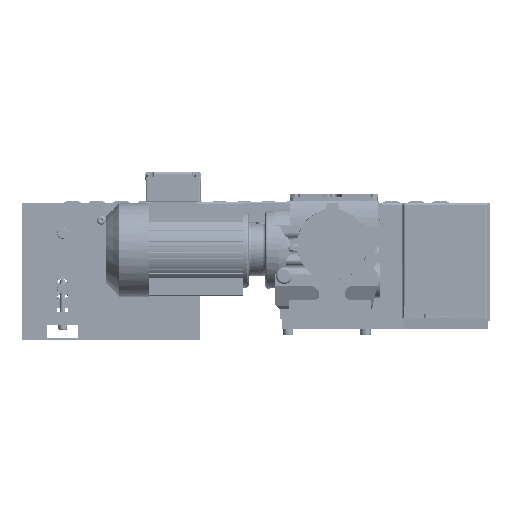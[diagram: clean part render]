
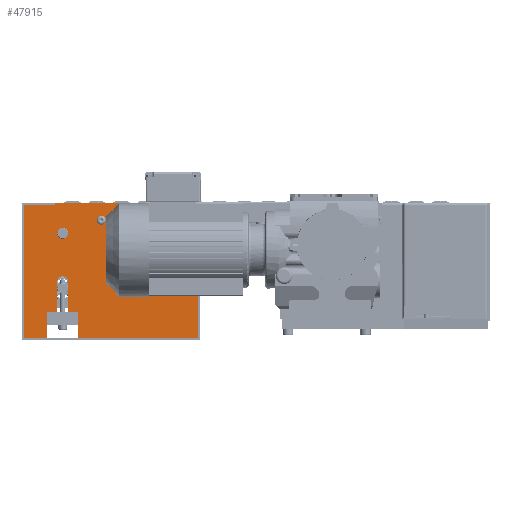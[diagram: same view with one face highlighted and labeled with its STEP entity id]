
A CAD part, left-side view. The second image highlights one B-rep face of the part: STEP entity #47915.
In plain terms, the highlighted face is planar.
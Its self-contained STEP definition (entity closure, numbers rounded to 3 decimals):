
#4085=LINE($,#73234,#7830);
#4089=LINE($,#73241,#7834);
#4090=LINE($,#73290,#7835);
#4094=LINE($,#73298,#7839);
#4097=LINE($,#73304,#7842);
#4101=LINE($,#73316,#7846);
#4104=LINE($,#73322,#7849);
#4107=LINE($,#73328,#7852);
#4112=LINE($,#73337,#7857);
#4113=LINE($,#73340,#7858);
#4116=LINE($,#73345,#7861);
#4120=LINE($,#73352,#7865);
#4122=LINE($,#73355,#7867);
#7830=VECTOR($,#58452,3.);
#7834=VECTOR($,#58458,48.);
#7835=VECTOR($,#58515,46.7);
#7839=VECTOR($,#58521,15.);
#7842=VECTOR($,#58526,41.);
#7846=VECTOR($,#58538,46.7);
#7849=VECTOR($,#58543,15.);
#7852=VECTOR($,#58548,41.);
#7857=VECTOR($,#58555,207.);
#7858=VECTOR($,#58558,222.);
#7861=VECTOR($,#58563,36.5);
#7865=VECTOR($,#58569,186.5);
#7867=VECTOR($,#58573,210.);
#11624=PLANE($,#51368);
#13740=FACE_BOUND($,#17655,.T.);
#13741=FACE_BOUND($,#17656,.T.);
#13742=FACE_BOUND($,#17657,.T.);
#13743=FACE_BOUND($,#17658,.T.);
#13744=FACE_BOUND($,#17659,.T.);
#13745=FACE_BOUND($,#17660,.T.);
#13746=FACE_BOUND($,#17661,.T.);
#13747=FACE_BOUND($,#17662,.T.);
#13748=FACE_BOUND($,#17663,.T.);
#13749=FACE_BOUND($,#17664,.T.);
#14998=FACE_OUTER_BOUND($,#17654,.T.);
#17654=EDGE_LOOP($,(#35763,#35764,#35765,#35766,#35767,#35768,#35769,#35770,
#35771,#35772,#35773,#35774,#35775,#35776));
#17655=EDGE_LOOP($,(#35777));
#17656=EDGE_LOOP($,(#35778));
#17657=EDGE_LOOP($,(#35779));
#17658=EDGE_LOOP($,(#35780));
#17659=EDGE_LOOP($,(#35781));
#17660=EDGE_LOOP($,(#35782));
#17661=EDGE_LOOP($,(#35783));
#17662=EDGE_LOOP($,(#35784));
#17663=EDGE_LOOP($,(#35785));
#17664=EDGE_LOOP($,(#35786));
#20975=CIRCLE($,#51323,8.5);
#20977=CIRCLE($,#51328,4.5);
#20979=CIRCLE($,#51331,4.5);
#20981=CIRCLE($,#51334,4.5);
#20983=CIRCLE($,#51337,2.);
#20985=CIRCLE($,#51340,2.);
#20987=CIRCLE($,#51343,4.5);
#20989=CIRCLE($,#51346,4.5);
#20991=CIRCLE($,#51349,4.5);
#20993=CIRCLE($,#51352,8.5);
#20995=CIRCLE($,#51358,8.5);
#23523=VERTEX_POINT($,#73223);
#23527=VERTEX_POINT($,#73231);
#23528=VERTEX_POINT($,#73233);
#23530=VERTEX_POINT($,#73239);
#23531=VERTEX_POINT($,#73243);
#23533=VERTEX_POINT($,#73248);
#23535=VERTEX_POINT($,#73253);
#23537=VERTEX_POINT($,#73258);
#23539=VERTEX_POINT($,#73263);
#23541=VERTEX_POINT($,#73268);
#23543=VERTEX_POINT($,#73273);
#23545=VERTEX_POINT($,#73278);
#23547=VERTEX_POINT($,#73283);
#23549=VERTEX_POINT($,#73288);
#23550=VERTEX_POINT($,#73289);
#23553=VERTEX_POINT($,#73297);
#23555=VERTEX_POINT($,#73303);
#23557=VERTEX_POINT($,#73309);
#23559=VERTEX_POINT($,#73315);
#23561=VERTEX_POINT($,#73321);
#23563=VERTEX_POINT($,#73327);
#23566=VERTEX_POINT($,#73335);
#23567=VERTEX_POINT($,#73339);
#23570=VERTEX_POINT($,#73350);
#28326=EDGE_CURVE($,#23523,#23523,#20975,.T.);
#28330=EDGE_CURVE($,#23528,#23527,#4085,.T.);
#28334=EDGE_CURVE($,#23527,#23530,#4089,.T.);
#28335=EDGE_CURVE($,#23531,#23531,#20977,.T.);
#28337=EDGE_CURVE($,#23533,#23533,#20979,.T.);
#28339=EDGE_CURVE($,#23535,#23535,#20981,.T.);
#28341=EDGE_CURVE($,#23537,#23537,#20983,.T.);
#28343=EDGE_CURVE($,#23539,#23539,#20985,.T.);
#28345=EDGE_CURVE($,#23541,#23541,#20987,.T.);
#28347=EDGE_CURVE($,#23543,#23543,#20989,.T.);
#28349=EDGE_CURVE($,#23545,#23545,#20991,.T.);
#28351=EDGE_CURVE($,#23547,#23547,#20993,.T.);
#28353=EDGE_CURVE($,#23549,#23550,#4090,.T.);
#28357=EDGE_CURVE($,#23550,#23553,#4094,.T.);
#28360=EDGE_CURVE($,#23553,#23555,#4097,.T.);
#28363=EDGE_CURVE($,#23557,#23549,#20995,.T.);
#28366=EDGE_CURVE($,#23559,#23557,#4101,.T.);
#28369=EDGE_CURVE($,#23561,#23559,#4104,.T.);
#28372=EDGE_CURVE($,#23563,#23561,#4107,.T.);
#28377=EDGE_CURVE($,#23566,#23530,#4112,.T.);
#28378=EDGE_CURVE($,#23528,#23567,#4113,.T.);
#28381=EDGE_CURVE($,#23563,#23566,#4116,.T.);
#28385=EDGE_CURVE($,#23570,#23555,#4120,.T.);
#28387=EDGE_CURVE($,#23567,#23570,#4122,.T.);
#35763=ORIENTED_EDGE($,*,*,#28334,.T.);
#35764=ORIENTED_EDGE($,*,*,#28377,.F.);
#35765=ORIENTED_EDGE($,*,*,#28381,.F.);
#35766=ORIENTED_EDGE($,*,*,#28372,.T.);
#35767=ORIENTED_EDGE($,*,*,#28369,.T.);
#35768=ORIENTED_EDGE($,*,*,#28366,.T.);
#35769=ORIENTED_EDGE($,*,*,#28363,.T.);
#35770=ORIENTED_EDGE($,*,*,#28353,.T.);
#35771=ORIENTED_EDGE($,*,*,#28357,.T.);
#35772=ORIENTED_EDGE($,*,*,#28360,.T.);
#35773=ORIENTED_EDGE($,*,*,#28385,.F.);
#35774=ORIENTED_EDGE($,*,*,#28387,.F.);
#35775=ORIENTED_EDGE($,*,*,#28378,.F.);
#35776=ORIENTED_EDGE($,*,*,#28330,.T.);
#35777=ORIENTED_EDGE($,*,*,#28326,.T.);
#35778=ORIENTED_EDGE($,*,*,#28335,.T.);
#35779=ORIENTED_EDGE($,*,*,#28337,.T.);
#35780=ORIENTED_EDGE($,*,*,#28339,.T.);
#35781=ORIENTED_EDGE($,*,*,#28341,.T.);
#35782=ORIENTED_EDGE($,*,*,#28343,.T.);
#35783=ORIENTED_EDGE($,*,*,#28345,.T.);
#35784=ORIENTED_EDGE($,*,*,#28347,.T.);
#35785=ORIENTED_EDGE($,*,*,#28349,.T.);
#35786=ORIENTED_EDGE($,*,*,#28351,.T.);
#47915=ADVANCED_FACE($,(#14998,#13740,#13741,#13742,#13743,#13744,#13745,
#13746,#13747,#13748,#13749),#11624,.F.);
#51323=AXIS2_PLACEMENT_3D($,#73224,#58444,#58445);
#51328=AXIS2_PLACEMENT_3D($,#73244,#58461,#58462);
#51331=AXIS2_PLACEMENT_3D($,#73249,#58467,#58468);
#51334=AXIS2_PLACEMENT_3D($,#73254,#58473,#58474);
#51337=AXIS2_PLACEMENT_3D($,#73259,#58479,#58480);
#51340=AXIS2_PLACEMENT_3D($,#73264,#58485,#58486);
#51343=AXIS2_PLACEMENT_3D($,#73269,#58491,#58492);
#51346=AXIS2_PLACEMENT_3D($,#73274,#58497,#58498);
#51349=AXIS2_PLACEMENT_3D($,#73279,#58503,#58504);
#51352=AXIS2_PLACEMENT_3D($,#73284,#58509,#58510);
#51358=AXIS2_PLACEMENT_3D($,#73310,#58531,#58532);
#51368=AXIS2_PLACEMENT_3D($,#73356,#58574,#58575);
#58444=DIRECTION('center_axis',(0.,0.,1.));
#58445=DIRECTION('ref_axis',(-1.,0.,0.));
#58452=DIRECTION($,(0.,-1.,0.));
#58458=DIRECTION($,(1.,0.,0.));
#58461=DIRECTION('center_axis',(0.,0.,1.));
#58462=DIRECTION('ref_axis',(-1.,0.,0.));
#58467=DIRECTION('center_axis',(0.,0.,1.));
#58468=DIRECTION('ref_axis',(-1.,0.,0.));
#58473=DIRECTION('center_axis',(0.,0.,1.));
#58474=DIRECTION('ref_axis',(-1.,0.,0.));
#58479=DIRECTION('center_axis',(0.,0.,1.));
#58480=DIRECTION('ref_axis',(-1.,0.,0.));
#58485=DIRECTION('center_axis',(0.,0.,1.));
#58486=DIRECTION('ref_axis',(-1.,0.,0.));
#58491=DIRECTION('center_axis',(0.,0.,1.));
#58492=DIRECTION('ref_axis',(-1.,0.,0.));
#58497=DIRECTION('center_axis',(0.,0.,1.));
#58498=DIRECTION('ref_axis',(-1.,0.,0.));
#58503=DIRECTION('center_axis',(0.,0.,1.));
#58504=DIRECTION('ref_axis',(-1.,0.,0.));
#58509=DIRECTION('center_axis',(0.,0.,1.));
#58510=DIRECTION('ref_axis',(-1.,0.,0.));
#58515=DIRECTION($,(0.,-1.,0.));
#58521=DIRECTION($,(-1.,0.,0.));
#58526=DIRECTION($,(0.,-1.,0.));
#58531=DIRECTION('center_axis',(0.,0.,1.));
#58532=DIRECTION('ref_axis',(1.,0.,0.));
#58538=DIRECTION($,(0.,1.,0.));
#58543=DIRECTION($,(-1.,0.,0.));
#58548=DIRECTION($,(0.,1.,0.));
#58555=DIRECTION($,(0.,1.,0.));
#58558=DIRECTION($,(-1.,0.,0.));
#58563=DIRECTION($,(1.,0.,0.));
#58569=DIRECTION($,(1.,0.,0.));
#58573=DIRECTION($,(0.,-1.,0.));
#58574=DIRECTION('center_axis',(0.,0.,1.));
#58575=DIRECTION('ref_axis',(1.,0.,0.));
#73223=CARTESIAN_POINT('',(-76.5,-48.7,0.));
#73224=CARTESIAN_POINT('Origin',(-85.,-48.7,0.));
#73231=CARTESIAN_POINT('',(12.,40.7,0.));
#73233=CARTESIAN_POINT('',(12.,43.7,0.));
#73234=CARTESIAN_POINT($,(12.,-8.8,0.));
#73239=CARTESIAN_POINT('',(60.,40.7,0.));
#73241=CARTESIAN_POINT($,(-31.5,40.7,0.));
#73243=CARTESIAN_POINT('',(-190.5,-35.5,0.));
#73244=CARTESIAN_POINT('Origin',(-195.,-35.5,0.));
#73248=CARTESIAN_POINT('',(-145.5,-35.5,0.));
#73249=CARTESIAN_POINT('Origin',(-150.,-35.5,0.));
#73253=CARTESIAN_POINT('',(-55.5,16.7,0.));
#73254=CARTESIAN_POINT('Origin',(-60.,16.7,0.));
#73258=CARTESIAN_POINT('',(-125.,22.2,0.));
#73259=CARTESIAN_POINT('Origin',(-127.,22.2,0.));
#73263=CARTESIAN_POINT('',(-125.,-22.8,0.));
#73264=CARTESIAN_POINT('Origin',(-127.,-22.8,0.));
#73268=CARTESIAN_POINT('',(-105.5,16.7,0.));
#73269=CARTESIAN_POINT('Origin',(-110.,16.7,0.));
#73273=CARTESIAN_POINT('',(-145.5,9.5,0.));
#73274=CARTESIAN_POINT('Origin',(-150.,9.5,0.));
#73278=CARTESIAN_POINT('',(-190.5,9.5,0.));
#73279=CARTESIAN_POINT('Origin',(-195.,9.5,0.));
#73283=CARTESIAN_POINT('',(8.5,-3.6,0.));
#73284=CARTESIAN_POINT('Origin',(0.,-3.6,
0.));
#73288=CARTESIAN_POINT('',(-8.5,-78.6,0.));
#73289=CARTESIAN_POINT('',(-8.5,-125.3,0.));
#73290=CARTESIAN_POINT($,(-8.5,-69.95,0.));
#73297=CARTESIAN_POINT('',(-23.5,-125.3,0.));
#73298=CARTESIAN_POINT($,(-41.75,-125.3,0.));
#73303=CARTESIAN_POINT('',(-23.5,-166.3,0.));
#73304=CARTESIAN_POINT($,(-23.5,-93.3,0.));
#73309=CARTESIAN_POINT('',(8.5,-78.6,0.));
#73310=CARTESIAN_POINT('Origin',(0.,-78.6,
0.));
#73315=CARTESIAN_POINT('',(8.5,-125.3,0.));
#73316=CARTESIAN_POINT($,(8.5,-93.3,0.));
#73321=CARTESIAN_POINT('',(23.5,-125.3,0.));
#73322=CARTESIAN_POINT($,(-25.75,-125.3,0.));
#73327=CARTESIAN_POINT('',(23.5,-166.3,0.));
#73328=CARTESIAN_POINT($,(23.5,-113.8,0.));
#73335=CARTESIAN_POINT('',(60.,-166.3,0.));
#73337=CARTESIAN_POINT($,(60.,-166.3,0.));
#73339=CARTESIAN_POINT('',(-210.,43.7,0.));
#73340=CARTESIAN_POINT($,(60.,43.7,0.));
#73345=CARTESIAN_POINT($,(-210.,-166.3,0.));
#73350=CARTESIAN_POINT('',(-210.,-166.3,0.));
#73352=CARTESIAN_POINT($,(-210.,-166.3,0.));
#73355=CARTESIAN_POINT($,(-210.,43.7,0.));
#73356=CARTESIAN_POINT('Origin',(-75.,-61.3,0.));
